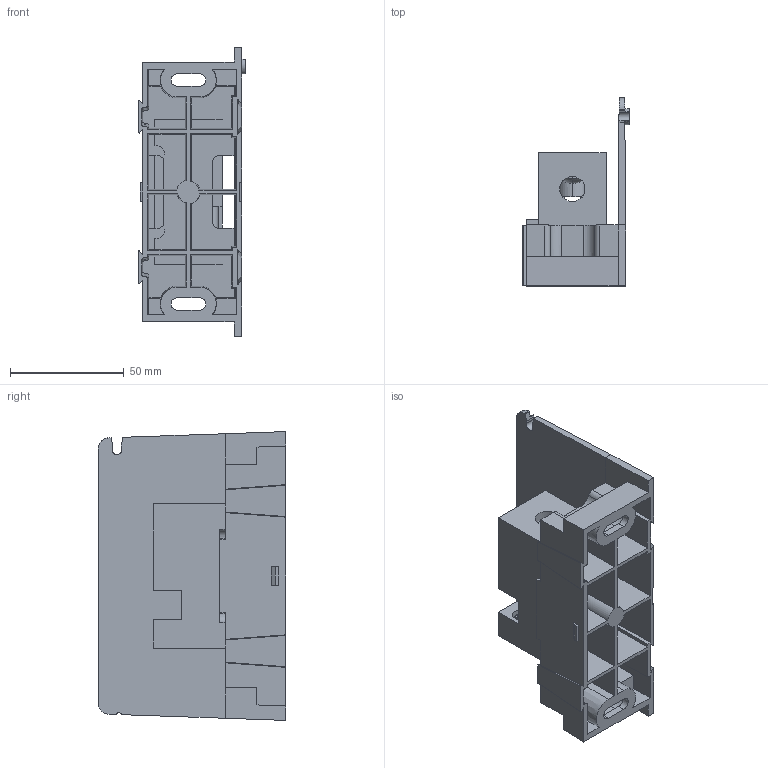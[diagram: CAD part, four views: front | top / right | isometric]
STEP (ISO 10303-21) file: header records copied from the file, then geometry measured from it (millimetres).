
FILE_DESCRIPTION (( 'STEP AP214' ), '1' );
FILE_NAME ('701870rev-ADDER.STEP', '2014-10-30T11:45:34', ( '' ), ( '' ), 'SwSTEP 2.0', 'SolidWorks 2013', '' );
FILE_SCHEMA (( 'AUTOMOTIVE_DESIGN' ));
Length unit declared in the file: inch
Products named in the file (1): 701870rev-ADDER
Bounding box: 46.93 x 82.55 x 127.01 mm (x, y, z)
Surface area: 58872.2 mm2 (no closed solid volume)
Topology: 0 solids, 22 shells, 339 faces, 1160 edges, 824 vertices
Faces by surface type: plane 171, cylinder 111, cone 53, torus 4
Entity records: 18829 total; most frequent: CARTESIAN_POINT 4934, ORIENTED_EDGE 1920, DIRECTION 1785, EDGE_CURVE 1160, VERTEX_POINT 824, LINE 651, VECTOR 651, AXIS2_PLACEMENT_3D 567
